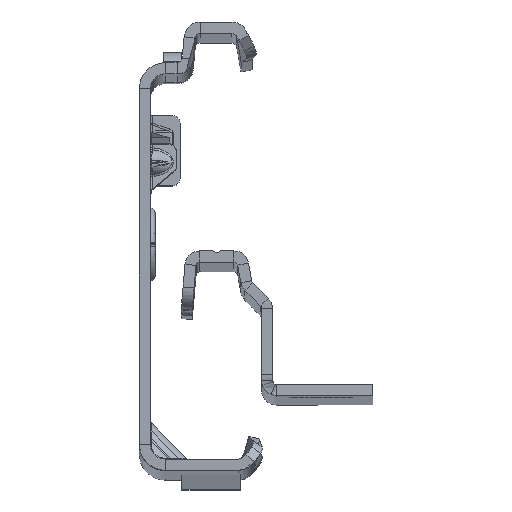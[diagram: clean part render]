
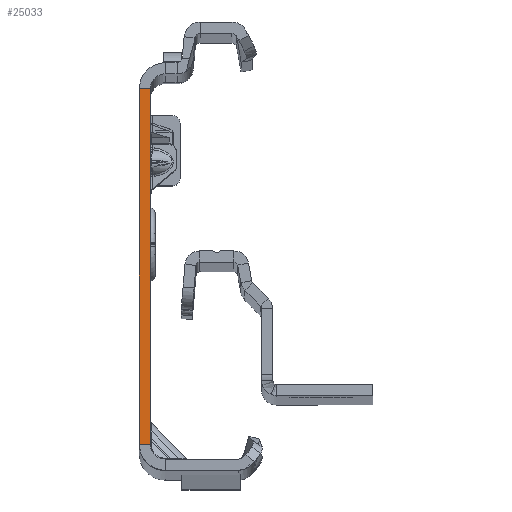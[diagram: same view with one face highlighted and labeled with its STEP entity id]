
A CAD part, top view. The second image highlights one B-rep face of the part: STEP entity #25033.
In plain terms, the highlighted planar face has unit normal (0, 0, 1).
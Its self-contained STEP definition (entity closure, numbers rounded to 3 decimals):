
#242 = DIRECTION ( 'NONE',  ( 0., 0., 1. ) ) ;
#2104 = DIRECTION ( 'NONE',  ( 0., -1., 0. ) ) ;
#2503 = EDGE_CURVE ( 'NONE', #9102, #42889, #44656, .T. ) ;
#6632 = CARTESIAN_POINT ( 'NONE',  ( -1.5, -27.865, 0. ) ) ;
#9102 = VERTEX_POINT ( 'NONE', #22210 ) ;
#11802 = ORIENTED_EDGE ( 'NONE', *, *, #30472, .F. ) ;
#12247 = VECTOR ( 'NONE', #48870, 1000. ) ;
#12402 = EDGE_CURVE ( 'NONE', #9102, #27550, #46409, .T. ) ;
#13683 = LINE ( 'NONE', #47180, #19544 ) ;
#13704 = CARTESIAN_POINT ( 'NONE',  ( 0., 22.135, 0. ) ) ;
#15633 = CARTESIAN_POINT ( 'NONE',  ( -1.5, -27.865, 0. ) ) ;
#16953 = ORIENTED_EDGE ( 'NONE', *, *, #12402, .T. ) ;
#17532 = DIRECTION ( 'NONE',  ( -1., 0., 0. ) ) ;
#19544 = VECTOR ( 'NONE', #47711, 1000. ) ;
#22210 = CARTESIAN_POINT ( 'NONE',  ( 0., 22.135, 0. ) ) ;
#23277 = DIRECTION ( 'NONE',  ( 1., 0., 0. ) ) ;
#25033 = ADVANCED_FACE ( 'NONE', ( #41754 ), #28206, .T. ) ;
#25036 = EDGE_CURVE ( 'NONE', #27550, #41532, #36089, .T. ) ;
#25964 = VECTOR ( 'NONE', #17532, 1000. ) ;
#27550 = VERTEX_POINT ( 'NONE', #28370 ) ;
#27727 = ORIENTED_EDGE ( 'NONE', *, *, #2503, .F. ) ;
#28206 = PLANE ( 'NONE',  #37521 ) ;
#28310 = ORIENTED_EDGE ( 'NONE', *, *, #25036, .T. ) ;
#28370 = CARTESIAN_POINT ( 'NONE',  ( -1.5, 22.135, 0. ) ) ;
#30472 = EDGE_CURVE ( 'NONE', #42889, #41532, #13683, .T. ) ;
#31987 = EDGE_LOOP ( 'NONE', ( #27727, #16953, #28310, #11802 ) ) ;
#36089 = LINE ( 'NONE', #15633, #12247 ) ;
#37521 = AXIS2_PLACEMENT_3D ( 'NONE', #6632, #242, #23277 ) ;
#38983 = CARTESIAN_POINT ( 'NONE',  ( 0., -25.865, 0. ) ) ;
#40568 = CARTESIAN_POINT ( 'NONE',  ( 0., -27.865, 0. ) ) ;
#41532 = VERTEX_POINT ( 'NONE', #51336 ) ;
#41754 = FACE_OUTER_BOUND ( 'NONE', #31987, .T. ) ;
#42889 = VERTEX_POINT ( 'NONE', #38983 ) ;
#44656 = LINE ( 'NONE', #40568, #46151 ) ;
#46151 = VECTOR ( 'NONE', #2104, 1000. ) ;
#46409 = LINE ( 'NONE', #13704, #25964 ) ;
#47180 = CARTESIAN_POINT ( 'NONE',  ( 0., -25.865, 0. ) ) ;
#47711 = DIRECTION ( 'NONE',  ( -1., 0., 0. ) ) ;
#48870 = DIRECTION ( 'NONE',  ( 0., -1., 0. ) ) ;
#51336 = CARTESIAN_POINT ( 'NONE',  ( -1.5, -25.865, 0. ) ) ;
